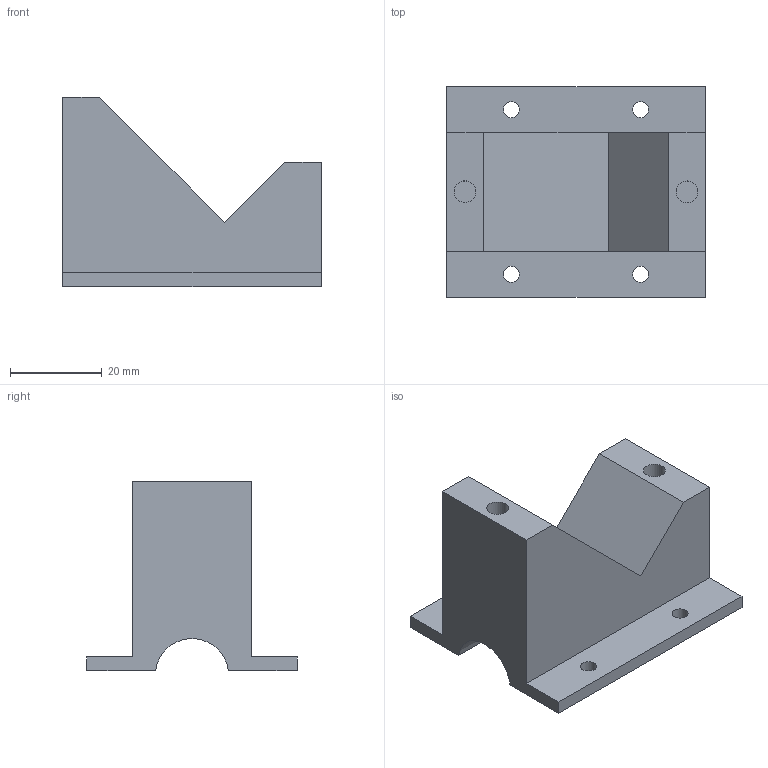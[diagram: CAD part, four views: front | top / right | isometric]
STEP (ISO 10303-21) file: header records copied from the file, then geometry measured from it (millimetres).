
FILE_DESCRIPTION(/* description */ (''),/* implementation_level */ '2;1');
FILE_NAME(/* name */ 'F-SICT-07.stp',/* time_stamp */ '2024-05-04T19:02:57+02:00',/* author */ ('Utente'),/* organization */ (''),/* preprocessor_version */ 'ST-DEVELOPER v20',/* originating_system */ 'Autodesk Inventor 2024',/* authorisation */ '');
FILE_SCHEMA (('AUTOMOTIVE_DESIGN { 1 0 10303 214 3 1 1 }'));
Length unit declared in the file: millimetre
Products named in the file (1): F-SICT-07
Bounding box: 56.57 x 46 x 41.36 mm (x, y, z)
Volume: 38801.4 mm3; surface area: 11669.7 mm2
Topology: 1 solids, 1 shells, 23 faces, 57 edges, 38 vertices
Faces by surface type: plane 16, cylinder 7
Full cylindrical faces by diameter (mm): 3.5 x4, 4.75 x2
Entity records: 744 total; most frequent: DIRECTION 119, CARTESIAN_POINT 119, ORIENTED_EDGE 114, EDGE_CURVE 57, LINE 43, VECTOR 43, VERTEX_POINT 38, AXIS2_PLACEMENT_3D 38
